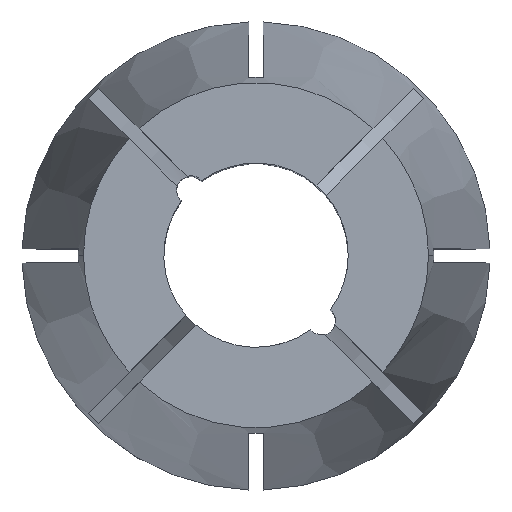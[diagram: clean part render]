
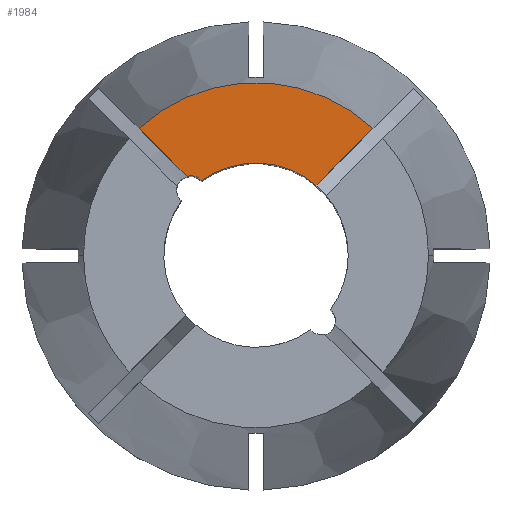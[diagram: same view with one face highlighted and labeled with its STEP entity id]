
A CAD part, top view. The second image highlights one B-rep face of the part: STEP entity #1984.
In plain terms, the highlighted planar face has unit normal (0, 0, 1).
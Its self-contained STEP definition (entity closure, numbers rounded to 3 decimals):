
#115 = VERTEX_POINT ( 'NONE', #502 ) ;
#176 = CARTESIAN_POINT ( 'NONE',  ( 8.236, 8.943, 0. ) ) ;
#188 = CARTESIAN_POINT ( 'NONE',  ( 0., 0., 0. ) ) ;
#207 = FACE_OUTER_BOUND ( 'NONE', #1521, .T. ) ;
#209 = EDGE_CURVE ( 'NONE', #840, #115, #1814, .T. ) ;
#219 = AXIS2_PLACEMENT_3D ( 'NONE', #507, #1329, #958 ) ;
#348 = DIRECTION ( 'NONE',  ( 0., 0., 1. ) ) ;
#502 = CARTESIAN_POINT ( 'NONE',  ( -4.855, 5.562, 0. ) ) ;
#507 = CARTESIAN_POINT ( 'NONE',  ( -4.596, 4.596, 0. ) ) ;
#534 = ORIENTED_EDGE ( 'NONE', *, *, #2005, .T. ) ;
#553 = LINE ( 'NONE', #2055, #717 ) ;
#554 = EDGE_CURVE ( 'NONE', #1427, #115, #553, .T. ) ;
#616 = CARTESIAN_POINT ( 'NONE',  ( 0., 0., 0. ) ) ;
#641 = AXIS2_PLACEMENT_3D ( 'NONE', #1390, #1401, #1549 ) ;
#642 = ORIENTED_EDGE ( 'NONE', *, *, #209, .F. ) ;
#717 = VECTOR ( 'NONE', #1184, 1000. ) ;
#840 = VERTEX_POINT ( 'NONE', #1242 ) ;
#845 = LINE ( 'NONE', #1778, #1936 ) ;
#888 = DIRECTION ( 'NONE',  ( 1., 0., 0. ) ) ;
#914 = AXIS2_PLACEMENT_3D ( 'NONE', #188, #348, #888 ) ;
#958 = DIRECTION ( 'NONE',  ( -1., 0., 0. ) ) ;
#975 = PLANE ( 'NONE',  #1767 ) ;
#1043 = CARTESIAN_POINT ( 'NONE',  ( -8.236, 8.943, 0. ) ) ;
#1087 = EDGE_CURVE ( 'NONE', #2139, #2059, #845, .T. ) ;
#1091 = CIRCLE ( 'NONE', #914, 6.5 ) ;
#1184 = DIRECTION ( 'NONE',  ( 0.707, -0.707, 0. ) ) ;
#1242 = CARTESIAN_POINT ( 'NONE',  ( -3.837, 5.247, 0. ) ) ;
#1301 = DIRECTION ( 'NONE',  ( 0., 0., -1. ) ) ;
#1329 = DIRECTION ( 'NONE',  ( 0., 0., 1. ) ) ;
#1333 = ORIENTED_EDGE ( 'NONE', *, *, #1993, .F. ) ;
#1390 = CARTESIAN_POINT ( 'NONE',  ( 0., 0., 0. ) ) ;
#1401 = DIRECTION ( 'NONE',  ( 0., 0., 1. ) ) ;
#1427 = VERTEX_POINT ( 'NONE', #1043 ) ;
#1521 = EDGE_LOOP ( 'NONE', ( #2079, #642, #1333, #2141, #534 ) ) ;
#1523 = CIRCLE ( 'NONE', #641, 12.158 ) ;
#1549 = DIRECTION ( 'NONE',  ( 1., 0., 0. ) ) ;
#1762 = DIRECTION ( 'NONE',  ( 0.707, 0.707, 0. ) ) ;
#1767 = AXIS2_PLACEMENT_3D ( 'NONE', #616, #1301, #1822 ) ;
#1778 = CARTESIAN_POINT ( 'NONE',  ( -0.354, 0.354, 0. ) ) ;
#1814 = CIRCLE ( 'NONE', #219, 1. ) ;
#1822 = DIRECTION ( 'NONE',  ( -1., 0., 0. ) ) ;
#1936 = VECTOR ( 'NONE', #1762, 1000. ) ;
#1984 = ADVANCED_FACE ( 'NONE', ( #207 ), #975, .F. ) ;
#1993 = EDGE_CURVE ( 'NONE', #2139, #840, #1091, .T. ) ;
#2005 = EDGE_CURVE ( 'NONE', #2059, #1427, #1523, .T. ) ;
#2055 = CARTESIAN_POINT ( 'NONE',  ( 0.354, 0.354, 0. ) ) ;
#2059 = VERTEX_POINT ( 'NONE', #176 ) ;
#2079 = ORIENTED_EDGE ( 'NONE', *, *, #554, .T. ) ;
#2139 = VERTEX_POINT ( 'NONE', #2155 ) ;
#2141 = ORIENTED_EDGE ( 'NONE', *, *, #1087, .T. ) ;
#2155 = CARTESIAN_POINT ( 'NONE',  ( 4.229, 4.936, 0. ) ) ;
